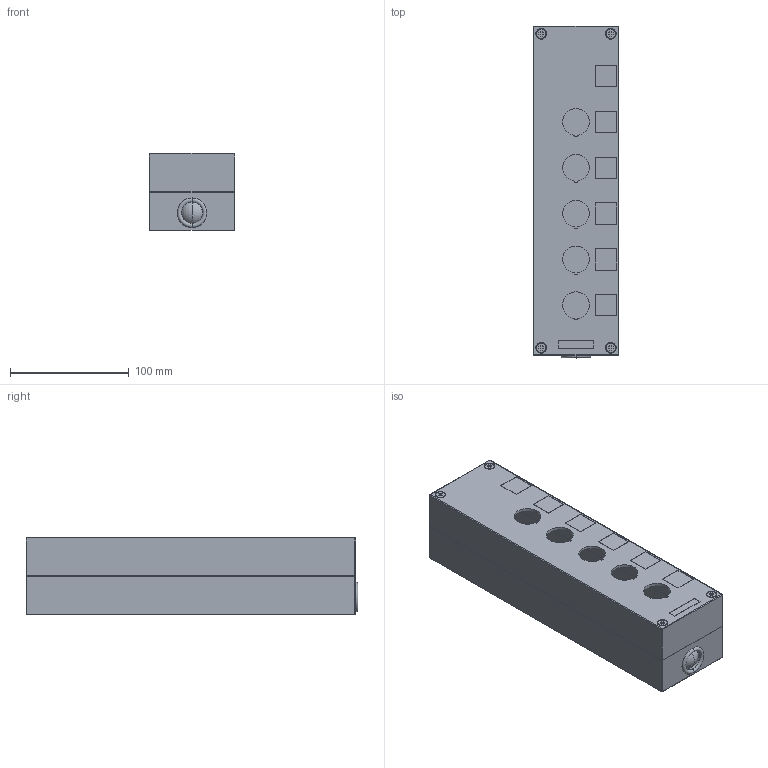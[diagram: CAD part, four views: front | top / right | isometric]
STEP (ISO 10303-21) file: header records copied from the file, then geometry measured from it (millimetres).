
FILE_DESCRIPTION (( 'STEP AP214' ), '1' );
FILE_NAME ('ÂÊÐ10-6-Ê01 Êîðïóñ ÊÏ 105(6) äëÿ êíîïîê 5(6) ìåñò áåëûé ÈÝÊ.STEP', '2017-11-08T11:44:40', ( '' ), ( '' ), 'SwSTEP 2.0', 'SolidWorks 2014', '' );
FILE_SCHEMA (( 'AUTOMOTIVE_DESIGN' ));
Length unit declared in the file: millimetre
Products named in the file (1): ÂÊÐ10-6-Ê01 Êîðïóñ ÊÏ 105(6) äëÿ êíîïîê 5(6) ìåñò áåëûé ÈÝÊ
Bounding box: 72 x 279 x 65 mm (x, y, z)
Volume: 253785.8 mm3; surface area: 163157.4 mm2
Topology: 2 solids, 2 shells, 243 faces, 617 edges, 396 vertices
Faces by surface type: plane 167, cylinder 54, sphere 12, torus 6, cone 4
Entity records: 7268 total; most frequent: CARTESIAN_POINT 1249, DIRECTION 1239, ORIENTED_EDGE 1218, EDGE_CURVE 609, LINE 467, VECTOR 467, VERTEX_POINT 396, AXIS2_PLACEMENT_3D 386
